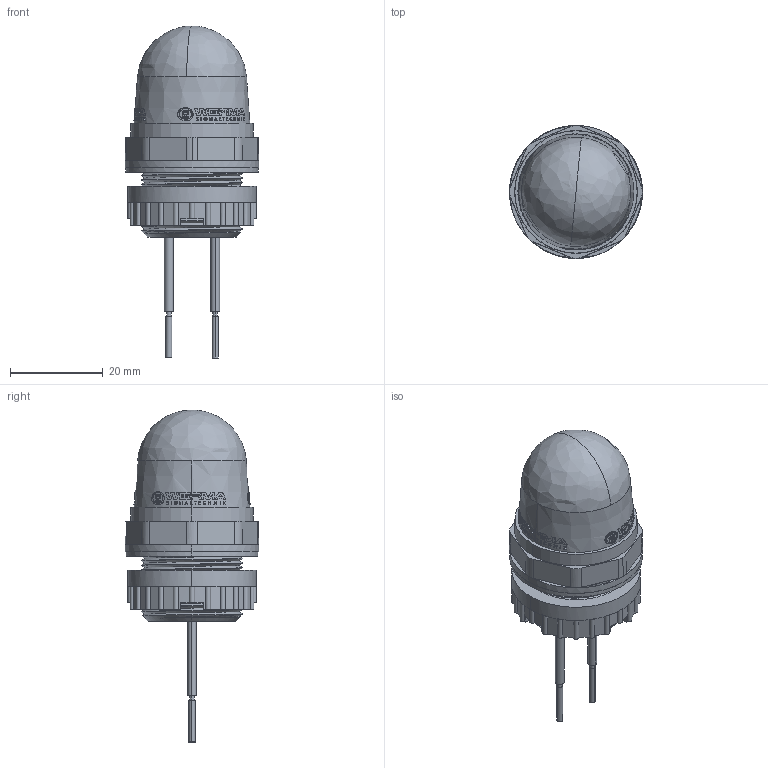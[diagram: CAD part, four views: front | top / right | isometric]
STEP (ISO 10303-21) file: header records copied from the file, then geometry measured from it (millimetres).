
FILE_DESCRIPTION (( 'STEP AP214' ), '1' );
FILE_NAME ('23120055.step', '2018-02-26T16:58:16', ( '' ), ( '' ), 'SwSTEP 2.0', 'SolidWorks 2017', '' );
FILE_SCHEMA (( 'AUTOMOTIVE_DESIGN' ));
Length unit declared in the file: inch
Products named in the file (1): 23120055
Bounding box: 28.73 x 28.73 x 71.62 mm (x, y, z)
Volume: 20570.1 mm3; surface area: 7846.1 mm2
Topology: 1 solids, 2 shells, 934 faces, 2586 edges, 1723 vertices
Faces by surface type: plane 568, cylinder 269, cone 85, bspline 12
Entity records: 53528 total; most frequent: CARTESIAN_POINT 19837, ORIENTED_EDGE 5168, DIRECTION 3675, EDGE_CURVE 2584, VERTEX_POINT 1723, AXIS2_PLACEMENT_3D 1362, EDGE_LOOP 1019, VECTOR 951
